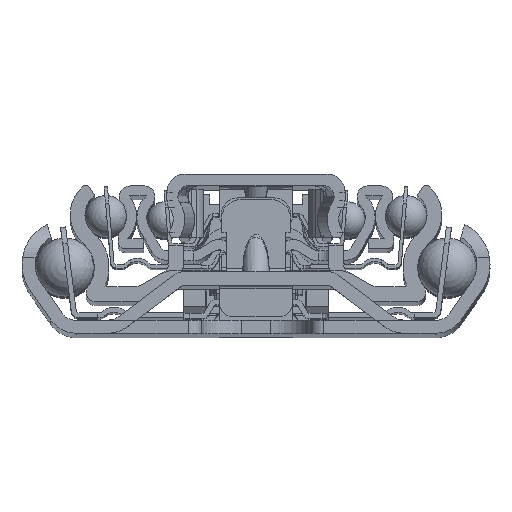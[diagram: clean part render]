
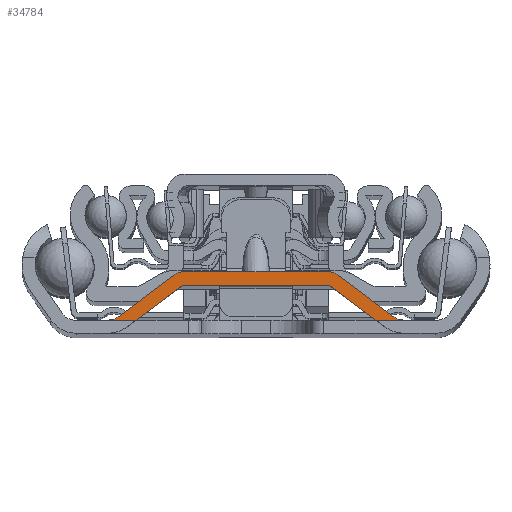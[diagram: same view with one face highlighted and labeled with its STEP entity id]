
A CAD part, top view. The second image highlights one B-rep face of the part: STEP entity #34784.
In plain terms, the highlighted planar face has unit normal (0, 0, 1).
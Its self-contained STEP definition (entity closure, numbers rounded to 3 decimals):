
#636=PLANE('',#37209);
#1678=LINE('',#53012,#5083);
#1703=LINE('',#53075,#5108);
#1707=LINE('',#53088,#5112);
#1712=LINE('',#53100,#5117);
#1718=LINE('',#53112,#5123);
#1720=LINE('',#53121,#5125);
#1726=LINE('',#53133,#5131);
#1727=LINE('',#53134,#5132);
#5083=VECTOR('',#41089,10.);
#5108=VECTOR('',#41154,10.);
#5112=VECTOR('',#41170,10.);
#5117=VECTOR('',#41183,10.);
#5123=VECTOR('',#41195,10.);
#5125=VECTOR('',#41205,10.);
#5131=VECTOR('',#41219,10.);
#5132=VECTOR('',#41220,10.);
#9311=FACE_OUTER_BOUND('',#11187,.T.);
#11187=EDGE_LOOP('',(#24411,#24412,#24413,#24414,#24415,#24416,#24417,#24418,
#24419,#24420,#24421,#24422,#24423,#24424));
#13122=CIRCLE('',#37186,3.);
#13124=CIRCLE('',#37190,2.);
#13126=CIRCLE('',#37193,2.);
#13127=CIRCLE('',#37196,3.);
#13128=CIRCLE('',#37200,0.25);
#13129=CIRCLE('',#37203,0.25);
#15097=VERTEX_POINT('',#53009);
#15098=VERTEX_POINT('',#53011);
#15112=VERTEX_POINT('',#53065);
#15113=VERTEX_POINT('',#53066);
#15116=VERTEX_POINT('',#53074);
#15118=VERTEX_POINT('',#53083);
#15119=VERTEX_POINT('',#53087);
#15120=VERTEX_POINT('',#53091);
#15121=VERTEX_POINT('',#53098);
#15122=VERTEX_POINT('',#53099);
#15123=VERTEX_POINT('',#53104);
#15125=VERTEX_POINT('',#53110);
#15126=VERTEX_POINT('',#53114);
#15128=VERTEX_POINT('',#53120);
#18721=EDGE_CURVE('',#15097,#15098,#1678,.T.);
#18748=EDGE_CURVE('',#15112,#15113,#13122,.T.);
#18752=EDGE_CURVE('',#15116,#15112,#1703,.T.);
#18755=EDGE_CURVE('',#15098,#15116,#13124,.T.);
#18757=EDGE_CURVE('',#15118,#15097,#13126,.T.);
#18759=EDGE_CURVE('',#15119,#15118,#1707,.T.);
#18761=EDGE_CURVE('',#15120,#15119,#13127,.T.);
#18765=EDGE_CURVE('',#15121,#15122,#1712,.T.);
#18768=EDGE_CURVE('',#15123,#15121,#13128,.T.);
#18772=EDGE_CURVE('',#15125,#15123,#1718,.T.);
#18773=EDGE_CURVE('',#15126,#15125,#13129,.T.);
#18776=EDGE_CURVE('',#15128,#15126,#1720,.T.);
#18783=EDGE_CURVE('',#15122,#15120,#1726,.T.);
#18784=EDGE_CURVE('',#15113,#15128,#1727,.T.);
#24411=ORIENTED_EDGE('',*,*,#18783,.F.);
#24412=ORIENTED_EDGE('',*,*,#18765,.F.);
#24413=ORIENTED_EDGE('',*,*,#18768,.F.);
#24414=ORIENTED_EDGE('',*,*,#18772,.F.);
#24415=ORIENTED_EDGE('',*,*,#18773,.F.);
#24416=ORIENTED_EDGE('',*,*,#18776,.F.);
#24417=ORIENTED_EDGE('',*,*,#18784,.F.);
#24418=ORIENTED_EDGE('',*,*,#18748,.F.);
#24419=ORIENTED_EDGE('',*,*,#18752,.F.);
#24420=ORIENTED_EDGE('',*,*,#18755,.F.);
#24421=ORIENTED_EDGE('',*,*,#18721,.F.);
#24422=ORIENTED_EDGE('',*,*,#18757,.F.);
#24423=ORIENTED_EDGE('',*,*,#18759,.F.);
#24424=ORIENTED_EDGE('',*,*,#18761,.F.);
#34784=ADVANCED_FACE('',(#9311),#636,.T.);
#37186=AXIS2_PLACEMENT_3D('',#53067,#41146,#41147);
#37190=AXIS2_PLACEMENT_3D('',#53080,#41159,#41160);
#37193=AXIS2_PLACEMENT_3D('',#53084,#41165,#41166);
#37196=AXIS2_PLACEMENT_3D('',#53092,#41174,#41175);
#37200=AXIS2_PLACEMENT_3D('',#53105,#41188,#41189);
#37203=AXIS2_PLACEMENT_3D('',#53115,#41198,#41199);
#37209=AXIS2_PLACEMENT_3D('',#53132,#41217,#41218);
#41089=DIRECTION('',(1.,0.,0.));
#41146=DIRECTION('center_axis',(0.,0.,1.));
#41147=DIRECTION('ref_axis',(0.,1.,0.));
#41154=DIRECTION('',(0.8,-0.6,0.));
#41159=DIRECTION('center_axis',(0.,0.,-1.));
#41160=DIRECTION('ref_axis',(0.,1.,0.));
#41165=DIRECTION('center_axis',(0.,0.,-1.));
#41166=DIRECTION('ref_axis',(-0.6,0.8,0.));
#41170=DIRECTION('',(0.8,0.6,0.));
#41174=DIRECTION('center_axis',(0.,0.,
1.));
#41175=DIRECTION('ref_axis',(-0.6,0.8,0.));
#41183=DIRECTION('',(-0.8,-0.6,0.));
#41188=DIRECTION('center_axis',(0.,0.,
1.));
#41189=DIRECTION('ref_axis',(0.6,-0.8,0.));
#41195=DIRECTION('',(-1.,0.,0.));
#41198=DIRECTION('center_axis',(0.,0.,1.));
#41199=DIRECTION('ref_axis',(0.,-1.,0.));
#41205=DIRECTION('',(-0.8,0.6,0.));
#41217=DIRECTION('center_axis',(0.,0.,
1.));
#41218=DIRECTION('ref_axis',(1.,0.,0.));
#41219=DIRECTION('',(-1.,0.,0.));
#41220=DIRECTION('',(-1.,0.,0.));
#53009=CARTESIAN_POINT('',(-11.106,9.3,400.));
#53011=CARTESIAN_POINT('',(11.106,9.3,400.));
#53012=CARTESIAN_POINT('',(-11.106,9.3,400.));
#53065=CARTESIAN_POINT('',(20.699,2.601,400.));
#53066=CARTESIAN_POINT('',(22.5,2.,400.));
#53067=CARTESIAN_POINT('Origin',(22.5,5.,400.));
#53074=CARTESIAN_POINT('',(12.307,8.9,400.));
#53075=CARTESIAN_POINT('',(12.307,8.9,400.));
#53080=CARTESIAN_POINT('Origin',(11.106,7.3,400.));
#53083=CARTESIAN_POINT('',(-12.307,8.9,400.));
#53084=CARTESIAN_POINT('Origin',(-11.106,7.3,400.));
#53087=CARTESIAN_POINT('',(-20.699,2.601,400.));
#53088=CARTESIAN_POINT('',(-20.699,2.601,400.));
#53091=CARTESIAN_POINT('',(-22.5,2.,400.));
#53092=CARTESIAN_POINT('Origin',(-22.5,5.,400.));
#53098=CARTESIAN_POINT('',(-11.173,7.25,400.));
#53099=CARTESIAN_POINT('',(-18.168,2.,400.));
#53100=CARTESIAN_POINT('',(-11.173,7.25,400.));
#53104=CARTESIAN_POINT('',(-11.023,7.3,400.));
#53105=CARTESIAN_POINT('Origin',(-11.023,7.05,400.));
#53110=CARTESIAN_POINT('',(11.023,7.3,400.));
#53112=CARTESIAN_POINT('',(11.023,7.3,400.));
#53114=CARTESIAN_POINT('',(11.173,7.25,400.));
#53115=CARTESIAN_POINT('Origin',(11.023,7.05,400.));
#53120=CARTESIAN_POINT('',(18.168,2.,400.));
#53121=CARTESIAN_POINT('',(19.499,1.001,400.));
#53132=CARTESIAN_POINT('Origin',(0.,6.058,
400.));
#53133=CARTESIAN_POINT('',(-2.473,2.,400.));
#53134=CARTESIAN_POINT('',(-2.473,2.,400.));
